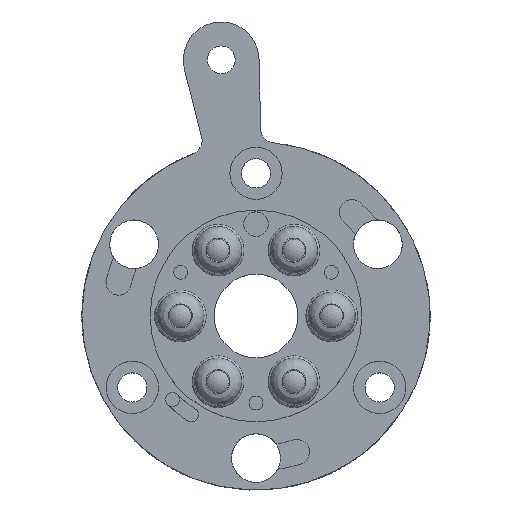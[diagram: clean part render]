
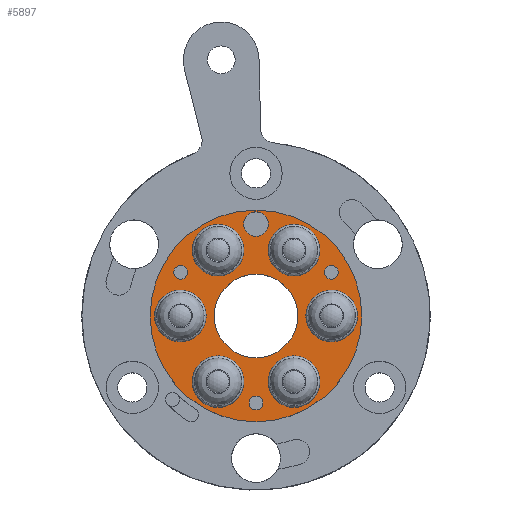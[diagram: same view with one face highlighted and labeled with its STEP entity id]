
A CAD part, top view. The second image highlights one B-rep face of the part: STEP entity #5897.
In plain terms, the highlighted planar face has unit normal (0, 0, 1).
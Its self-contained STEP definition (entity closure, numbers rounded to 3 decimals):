
#206=PLANE('',#6441);
#272=FACE_BOUND('',#1188,.T.);
#273=FACE_BOUND('',#1189,.T.);
#274=FACE_BOUND('',#1190,.T.);
#275=FACE_BOUND('',#1191,.T.);
#276=FACE_BOUND('',#1192,.T.);
#277=FACE_BOUND('',#1193,.T.);
#278=FACE_BOUND('',#1194,.T.);
#279=FACE_BOUND('',#1195,.T.);
#280=FACE_BOUND('',#1196,.T.);
#281=FACE_BOUND('',#1197,.T.);
#282=FACE_BOUND('',#1198,.T.);
#812=FACE_OUTER_BOUND('',#1187,.T.);
#1187=EDGE_LOOP('',(#5207));
#1188=EDGE_LOOP('',(#5208,#5209));
#1189=EDGE_LOOP('',(#5210,#5211));
#1190=EDGE_LOOP('',(#5212,#5213));
#1191=EDGE_LOOP('',(#5214,#5215));
#1192=EDGE_LOOP('',(#5216,#5217));
#1193=EDGE_LOOP('',(#5218));
#1194=EDGE_LOOP('',(#5219));
#1195=EDGE_LOOP('',(#5220,#5221));
#1196=EDGE_LOOP('',(#5222,#5223));
#1197=EDGE_LOOP('',(#5224,#5225));
#1198=EDGE_LOOP('',(#5226,#5227));
#2145=CIRCLE('',#6326,6.);
#2172=CIRCLE('',#6394,1.);
#2173=CIRCLE('',#6395,1.);
#2176=CIRCLE('',#6399,1.);
#2177=CIRCLE('',#6400,1.);
#2180=CIRCLE('',#6404,1.);
#2181=CIRCLE('',#6405,1.);
#2204=CIRCLE('',#6436,3.4);
#2205=CIRCLE('',#6437,3.4);
#2207=CIRCLE('',#6442,15.2);
#2208=CIRCLE('',#6443,3.4);
#2209=CIRCLE('',#6444,3.4);
#2210=CIRCLE('',#6445,3.4);
#2211=CIRCLE('',#6446,3.4);
#2212=CIRCLE('',#6447,3.4);
#2213=CIRCLE('',#6448,3.4);
#2214=CIRCLE('',#6449,3.4);
#2215=CIRCLE('',#6450,3.4);
#2216=CIRCLE('',#6451,3.4);
#2217=CIRCLE('',#6452,3.4);
#2218=CIRCLE('',#6453,1.75);
#2783=VERTEX_POINT('',#22596);
#2806=VERTEX_POINT('',#28259);
#2807=VERTEX_POINT('',#28261);
#2810=VERTEX_POINT('',#28269);
#2811=VERTEX_POINT('',#28271);
#2814=VERTEX_POINT('',#28279);
#2815=VERTEX_POINT('',#28281);
#2836=VERTEX_POINT('',#28365);
#2837=VERTEX_POINT('',#28367);
#2838=VERTEX_POINT('',#28374);
#2839=VERTEX_POINT('',#28376);
#2840=VERTEX_POINT('',#28377);
#2841=VERTEX_POINT('',#28380);
#2842=VERTEX_POINT('',#28381);
#2843=VERTEX_POINT('',#28384);
#2844=VERTEX_POINT('',#28385);
#2845=VERTEX_POINT('',#28388);
#2846=VERTEX_POINT('',#28389);
#2847=VERTEX_POINT('',#28392);
#2848=VERTEX_POINT('',#28393);
#2849=VERTEX_POINT('',#28396);
#3541=EDGE_CURVE('',#2783,#2783,#2145,.T.);
#3627=EDGE_CURVE('',#2806,#2807,#2172,.T.);
#3628=EDGE_CURVE('',#2807,#2806,#2173,.T.);
#3632=EDGE_CURVE('',#2810,#2811,#2176,.T.);
#3633=EDGE_CURVE('',#2811,#2810,#2177,.T.);
#3637=EDGE_CURVE('',#2814,#2815,#2180,.T.);
#3638=EDGE_CURVE('',#2815,#2814,#2181,.T.);
#3666=EDGE_CURVE('',#2836,#2837,#2204,.T.);
#3667=EDGE_CURVE('',#2837,#2836,#2205,.T.);
#3669=EDGE_CURVE('',#2838,#2838,#2207,.T.);
#3670=EDGE_CURVE('',#2839,#2840,#2208,.T.);
#3671=EDGE_CURVE('',#2840,#2839,#2209,.T.);
#3672=EDGE_CURVE('',#2841,#2842,#2210,.T.);
#3673=EDGE_CURVE('',#2842,#2841,#2211,.T.);
#3674=EDGE_CURVE('',#2843,#2844,#2212,.T.);
#3675=EDGE_CURVE('',#2844,#2843,#2213,.T.);
#3676=EDGE_CURVE('',#2845,#2846,#2214,.T.);
#3677=EDGE_CURVE('',#2846,#2845,#2215,.T.);
#3678=EDGE_CURVE('',#2847,#2848,#2216,.T.);
#3679=EDGE_CURVE('',#2848,#2847,#2217,.T.);
#3680=EDGE_CURVE('',#2849,#2849,#2218,.T.);
#5207=ORIENTED_EDGE('',*,*,#3669,.T.);
#5208=ORIENTED_EDGE('',*,*,#3670,.F.);
#5209=ORIENTED_EDGE('',*,*,#3671,.F.);
#5210=ORIENTED_EDGE('',*,*,#3672,.F.);
#5211=ORIENTED_EDGE('',*,*,#3673,.F.);
#5212=ORIENTED_EDGE('',*,*,#3674,.F.);
#5213=ORIENTED_EDGE('',*,*,#3675,.F.);
#5214=ORIENTED_EDGE('',*,*,#3676,.F.);
#5215=ORIENTED_EDGE('',*,*,#3677,.F.);
#5216=ORIENTED_EDGE('',*,*,#3678,.F.);
#5217=ORIENTED_EDGE('',*,*,#3679,.F.);
#5218=ORIENTED_EDGE('',*,*,#3680,.F.);
#5219=ORIENTED_EDGE('',*,*,#3541,.F.);
#5220=ORIENTED_EDGE('',*,*,#3638,.F.);
#5221=ORIENTED_EDGE('',*,*,#3637,.F.);
#5222=ORIENTED_EDGE('',*,*,#3633,.F.);
#5223=ORIENTED_EDGE('',*,*,#3632,.F.);
#5224=ORIENTED_EDGE('',*,*,#3628,.F.);
#5225=ORIENTED_EDGE('',*,*,#3627,.F.);
#5226=ORIENTED_EDGE('',*,*,#3667,.F.);
#5227=ORIENTED_EDGE('',*,*,#3666,.F.);
#5897=ADVANCED_FACE('',(#812,#272,#273,#274,#275,#276,#277,#278,#279,#280,
#281,#282),#206,.T.);
#6326=AXIS2_PLACEMENT_3D('',#22598,#7549,#7550);
#6394=AXIS2_PLACEMENT_3D('',#28262,#7743,#7744);
#6395=AXIS2_PLACEMENT_3D('',#28263,#7745,#7746);
#6399=AXIS2_PLACEMENT_3D('',#28272,#7754,#7755);
#6400=AXIS2_PLACEMENT_3D('',#28273,#7756,#7757);
#6404=AXIS2_PLACEMENT_3D('',#28282,#7765,#7766);
#6405=AXIS2_PLACEMENT_3D('',#28283,#7767,#7768);
#6436=AXIS2_PLACEMENT_3D('',#28368,#7834,#7835);
#6437=AXIS2_PLACEMENT_3D('',#28369,#7836,#7837);
#6441=AXIS2_PLACEMENT_3D('',#28373,#7844,#7845);
#6442=AXIS2_PLACEMENT_3D('',#28375,#7846,#7847);
#6443=AXIS2_PLACEMENT_3D('',#28378,#7848,#7849);
#6444=AXIS2_PLACEMENT_3D('',#28379,#7850,#7851);
#6445=AXIS2_PLACEMENT_3D('',#28382,#7852,#7853);
#6446=AXIS2_PLACEMENT_3D('',#28383,#7854,#7855);
#6447=AXIS2_PLACEMENT_3D('',#28386,#7856,#7857);
#6448=AXIS2_PLACEMENT_3D('',#28387,#7858,#7859);
#6449=AXIS2_PLACEMENT_3D('',#28390,#7860,#7861);
#6450=AXIS2_PLACEMENT_3D('',#28391,#7862,#7863);
#6451=AXIS2_PLACEMENT_3D('',#28394,#7864,#7865);
#6452=AXIS2_PLACEMENT_3D('',#28395,#7866,#7867);
#6453=AXIS2_PLACEMENT_3D('',#28397,#7868,#7869);
#7549=DIRECTION('center_axis',(0.,0.,1.));
#7550=DIRECTION('ref_axis',(1.,0.,0.));
#7743=DIRECTION('center_axis',(0.,0.,1.));
#7744=DIRECTION('ref_axis',(1.,0.,0.));
#7745=DIRECTION('center_axis',(0.,0.,1.));
#7746=DIRECTION('ref_axis',(1.,0.,0.));
#7754=DIRECTION('center_axis',(0.,0.,1.));
#7755=DIRECTION('ref_axis',(1.,0.,0.));
#7756=DIRECTION('center_axis',(0.,0.,1.));
#7757=DIRECTION('ref_axis',(1.,0.,0.));
#7765=DIRECTION('center_axis',(0.,0.,1.));
#7766=DIRECTION('ref_axis',(1.,0.,0.));
#7767=DIRECTION('center_axis',(0.,0.,1.));
#7768=DIRECTION('ref_axis',(1.,0.,0.));
#7834=DIRECTION('center_axis',(0.,0.,1.));
#7835=DIRECTION('ref_axis',(0.,1.,0.));
#7836=DIRECTION('center_axis',(0.,0.,1.));
#7837=DIRECTION('ref_axis',(0.,1.,0.));
#7844=DIRECTION('center_axis',(0.,0.,1.));
#7845=DIRECTION('ref_axis',(1.,0.,0.));
#7846=DIRECTION('center_axis',(0.,0.,1.));
#7847=DIRECTION('ref_axis',(1.,0.,0.));
#7848=DIRECTION('center_axis',(0.,0.,1.));
#7849=DIRECTION('ref_axis',(0.,1.,0.));
#7850=DIRECTION('center_axis',(0.,0.,1.));
#7851=DIRECTION('ref_axis',(0.,1.,0.));
#7852=DIRECTION('center_axis',(0.,0.,1.));
#7853=DIRECTION('ref_axis',(0.,1.,0.));
#7854=DIRECTION('center_axis',(0.,0.,1.));
#7855=DIRECTION('ref_axis',(0.,1.,0.));
#7856=DIRECTION('center_axis',(0.,0.,1.));
#7857=DIRECTION('ref_axis',(0.,1.,0.));
#7858=DIRECTION('center_axis',(0.,0.,1.));
#7859=DIRECTION('ref_axis',(0.,1.,0.));
#7860=DIRECTION('center_axis',(0.,0.,1.));
#7861=DIRECTION('ref_axis',(0.,1.,0.));
#7862=DIRECTION('center_axis',(0.,0.,1.));
#7863=DIRECTION('ref_axis',(0.,1.,0.));
#7864=DIRECTION('center_axis',(0.,0.,1.));
#7865=DIRECTION('ref_axis',(0.,1.,0.));
#7866=DIRECTION('center_axis',(0.,0.,1.));
#7867=DIRECTION('ref_axis',(0.,1.,0.));
#7868=DIRECTION('center_axis',(0.,0.,1.));
#7869=DIRECTION('ref_axis',(1.,0.,0.));
#22596=CARTESIAN_POINT('',(-2.932,23.927,57.4));
#22598=CARTESIAN_POINT('Origin',(3.068,23.927,57.4));
#28259=CARTESIAN_POINT('',(-8.758,30.177,57.4));
#28261=CARTESIAN_POINT('',(-6.758,30.177,57.4));
#28262=CARTESIAN_POINT('Origin',(-7.758,30.177,57.4));
#28263=CARTESIAN_POINT('Origin',(-7.758,30.177,57.4));
#28269=CARTESIAN_POINT('',(12.893,30.177,57.4));
#28271=CARTESIAN_POINT('',(14.893,30.177,57.4));
#28272=CARTESIAN_POINT('Origin',(13.893,30.177,57.4));
#28273=CARTESIAN_POINT('Origin',(13.893,30.177,57.4));
#28279=CARTESIAN_POINT('',(2.068,11.427,57.4));
#28281=CARTESIAN_POINT('',(4.068,11.427,57.4));
#28282=CARTESIAN_POINT('Origin',(3.068,11.427,57.4));
#28283=CARTESIAN_POINT('Origin',(3.068,11.427,57.4));
#28365=CARTESIAN_POINT('',(8.518,36.767,57.4));
#28367=CARTESIAN_POINT('',(8.518,29.967,57.4));
#28368=CARTESIAN_POINT('Origin',(8.518,33.367,57.4));
#28369=CARTESIAN_POINT('Origin',(8.518,33.367,57.4));
#28373=CARTESIAN_POINT('Origin',(3.068,23.927,57.4));
#28374=CARTESIAN_POINT('',(18.268,23.927,57.4));
#28375=CARTESIAN_POINT('Origin',(3.068,23.927,57.4));
#28376=CARTESIAN_POINT('',(-2.382,11.087,57.4));
#28377=CARTESIAN_POINT('',(-2.382,17.887,57.4));
#28378=CARTESIAN_POINT('Origin',(-2.382,14.487,57.4));
#28379=CARTESIAN_POINT('Origin',(-2.382,14.487,57.4));
#28380=CARTESIAN_POINT('',(13.928,20.527,57.4));
#28381=CARTESIAN_POINT('',(13.928,27.327,57.4));
#28382=CARTESIAN_POINT('Origin',(13.928,23.927,57.4));
#28383=CARTESIAN_POINT('Origin',(13.928,23.927,57.4));
#28384=CARTESIAN_POINT('',(8.518,11.087,57.4));
#28385=CARTESIAN_POINT('',(8.518,17.887,57.4));
#28386=CARTESIAN_POINT('Origin',(8.518,14.487,57.4));
#28387=CARTESIAN_POINT('Origin',(8.518,14.487,57.4));
#28388=CARTESIAN_POINT('',(-2.382,29.967,57.4));
#28389=CARTESIAN_POINT('',(-2.382,36.767,57.4));
#28390=CARTESIAN_POINT('Origin',(-2.382,33.367,57.4));
#28391=CARTESIAN_POINT('Origin',(-2.382,33.367,57.4));
#28392=CARTESIAN_POINT('',(-7.792,20.527,57.4));
#28393=CARTESIAN_POINT('',(-7.792,27.327,57.4));
#28394=CARTESIAN_POINT('Origin',(-7.792,23.927,57.4));
#28395=CARTESIAN_POINT('Origin',(-7.792,23.927,57.4));
#28396=CARTESIAN_POINT('',(1.318,37.127,57.4));
#28397=CARTESIAN_POINT('Origin',(3.068,37.127,57.4));
